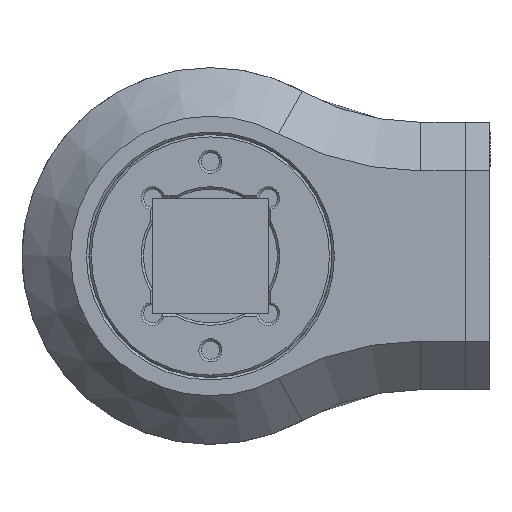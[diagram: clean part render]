
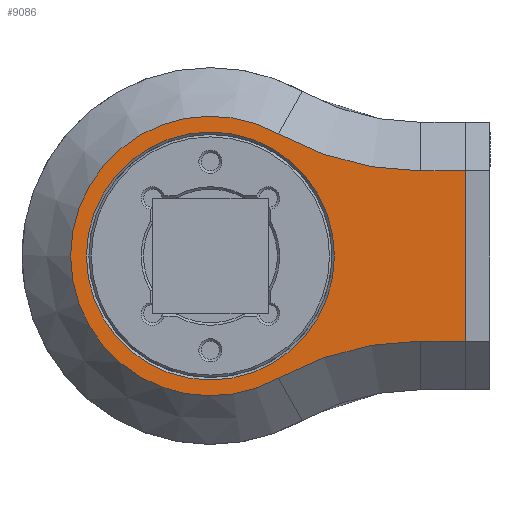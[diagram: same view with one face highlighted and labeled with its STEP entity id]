
A CAD part, front view. The second image highlights one B-rep face of the part: STEP entity #9086.
In plain terms, the highlighted face is planar.
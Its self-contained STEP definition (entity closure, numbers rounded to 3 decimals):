
#67 = VERTEX_POINT ( 'NONE', #1230 ) ;
#731 = DIRECTION ( 'NONE',  ( 0., 0., -1. ) ) ;
#930 = DIRECTION ( 'NONE',  ( 1., 0., 0. ) ) ;
#1230 = CARTESIAN_POINT ( 'NONE',  ( -10.042, -5.604, 0. ) ) ;
#1452 = CARTESIAN_POINT ( 'NONE',  ( 0., 0., 0. ) ) ;
#1564 = DIRECTION ( 'NONE',  ( 0., -1., 0. ) ) ;
#1755 = CIRCLE ( 'NONE', #10837, 24. ) ;
#1776 = EDGE_CURVE ( 'NONE', #4182, #9648, #10055, .T. ) ;
#1892 = EDGE_CURVE ( 'NONE', #9755, #4182, #5432, .T. ) ;
#1958 = CARTESIAN_POINT ( 'NONE',  ( -31., -17.299, 0. ) ) ;
#2232 = PLANE ( 'NONE',  #7505 ) ;
#2276 = VECTOR ( 'NONE', #1564, 1000. ) ;
#2540 = DIRECTION ( 'NONE',  ( 0., 0., 1. ) ) ;
#2614 = CIRCLE ( 'NONE', #3831, 11.5 ) ;
#2659 = VERTEX_POINT ( 'NONE', #3877 ) ;
#2693 = CARTESIAN_POINT ( 'NONE',  ( 7., 0., 0. ) ) ;
#2866 = LINE ( 'NONE', #14354, #2276 ) ;
#2882 = CIRCLE ( 'NONE', #3368, 10.2 ) ;
#3359 = DIRECTION ( 'NONE',  ( 1., 0., 0. ) ) ;
#3368 = AXIS2_PLACEMENT_3D ( 'NONE', #5705, #10467, #13896 ) ;
#3831 = AXIS2_PLACEMENT_3D ( 'NONE', #1452, #6187, #8424 ) ;
#3877 = CARTESIAN_POINT ( 'NONE',  ( 10.2, 0., 0. ) ) ;
#3998 = EDGE_LOOP ( 'NONE', ( #9243, #9567, #6897, #7836, #5404, #5181 ) ) ;
#4182 = VERTEX_POINT ( 'NONE', #8187 ) ;
#4561 = EDGE_CURVE ( 'NONE', #67, #8340, #5295, .T. ) ;
#4767 = EDGE_CURVE ( 'NONE', #2659, #2659, #2882, .T. ) ;
#5181 = ORIENTED_EDGE ( 'NONE', *, *, #8779, .T. ) ;
#5295 = CIRCLE ( 'NONE', #7030, 24. ) ;
#5404 = ORIENTED_EDGE ( 'NONE', *, *, #1776, .T. ) ;
#5432 = LINE ( 'NONE', #14758, #14357 ) ;
#5529 = CARTESIAN_POINT ( 'NONE',  ( 31., -17.299, 0. ) ) ;
#5682 = DIRECTION ( 'NONE',  ( 1., 0., 0. ) ) ;
#5705 = CARTESIAN_POINT ( 'NONE',  ( 0., 0., 0. ) ) ;
#6187 = DIRECTION ( 'NONE',  ( 0., 0., -1. ) ) ;
#6774 = VECTOR ( 'NONE', #8586, 1000. ) ;
#6897 = ORIENTED_EDGE ( 'NONE', *, *, #13912, .T. ) ;
#6921 = CARTESIAN_POINT ( 'NONE',  ( 0., 0., 0. ) ) ;
#7030 = AXIS2_PLACEMENT_3D ( 'NONE', #1958, #731, #9940 ) ;
#7092 = EDGE_LOOP ( 'NONE', ( #12102 ) ) ;
#7505 = AXIS2_PLACEMENT_3D ( 'NONE', #6921, #2540, #5682 ) ;
#7836 = ORIENTED_EDGE ( 'NONE', *, *, #1892, .T. ) ;
#8080 = FACE_BOUND ( 'NONE', #7092, .T. ) ;
#8187 = CARTESIAN_POINT ( 'NONE',  ( 7., -21., 0. ) ) ;
#8340 = VERTEX_POINT ( 'NONE', #13776 ) ;
#8424 = DIRECTION ( 'NONE',  ( -1., 0., 0. ) ) ;
#8586 = DIRECTION ( 'NONE',  ( 0., 1., 0. ) ) ;
#8779 = EDGE_CURVE ( 'NONE', #9648, #8919, #1755, .T. ) ;
#8919 = VERTEX_POINT ( 'NONE', #15079 ) ;
#9086 = ADVANCED_FACE ( 'NONE', ( #12877, #8080 ), #2232, .T. ) ;
#9243 = ORIENTED_EDGE ( 'NONE', *, *, #9265, .F. ) ;
#9265 = EDGE_CURVE ( 'NONE', #67, #8919, #2614, .T. ) ;
#9567 = ORIENTED_EDGE ( 'NONE', *, *, #4561, .T. ) ;
#9648 = VERTEX_POINT ( 'NONE', #12835 ) ;
#9755 = VERTEX_POINT ( 'NONE', #13902 ) ;
#9940 = DIRECTION ( 'NONE',  ( 1., 0., 0. ) ) ;
#10055 = LINE ( 'NONE', #2693, #6774 ) ;
#10467 = DIRECTION ( 'NONE',  ( 0., 0., -1. ) ) ;
#10837 = AXIS2_PLACEMENT_3D ( 'NONE', #5529, #13503, #930 ) ;
#12102 = ORIENTED_EDGE ( 'NONE', *, *, #4767, .T. ) ;
#12835 = CARTESIAN_POINT ( 'NONE',  ( 7., -17.299, 0. ) ) ;
#12877 = FACE_OUTER_BOUND ( 'NONE', #3998, .T. ) ;
#13503 = DIRECTION ( 'NONE',  ( 0., 0., -1. ) ) ;
#13776 = CARTESIAN_POINT ( 'NONE',  ( -7., -17.299, 0. ) ) ;
#13896 = DIRECTION ( 'NONE',  ( 1., 0., 0. ) ) ;
#13902 = CARTESIAN_POINT ( 'NONE',  ( -7., -21., 0. ) ) ;
#13912 = EDGE_CURVE ( 'NONE', #8340, #9755, #2866, .T. ) ;
#14354 = CARTESIAN_POINT ( 'NONE',  ( -7., 0., 0. ) ) ;
#14357 = VECTOR ( 'NONE', #3359, 1000. ) ;
#14758 = CARTESIAN_POINT ( 'NONE',  ( 0., -21., 0. ) ) ;
#15079 = CARTESIAN_POINT ( 'NONE',  ( 10.042, -5.604, 0. ) ) ;
